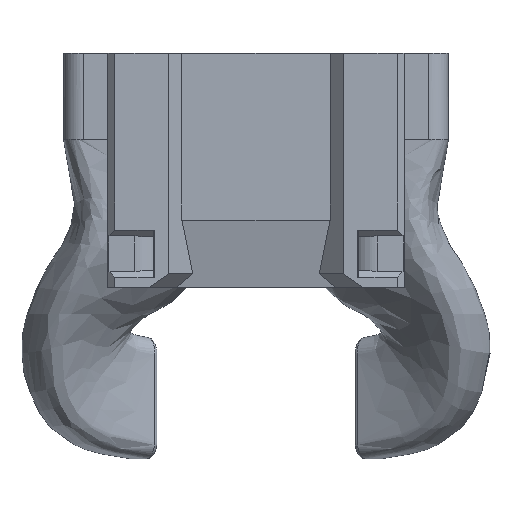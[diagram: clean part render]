
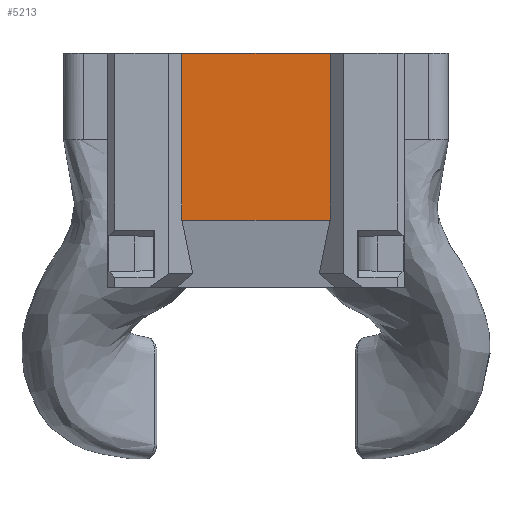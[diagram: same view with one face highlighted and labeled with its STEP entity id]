
A CAD part, top view. The second image highlights one B-rep face of the part: STEP entity #5213.
In plain terms, the highlighted planar face has unit normal (0, 0, 1).
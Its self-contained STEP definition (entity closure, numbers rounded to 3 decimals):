
#193=PLANE('',#5540);
#347=FACE_OUTER_BOUND('',#630,.T.);
#630=EDGE_LOOP('',(#3696,#3697,#3698,#3699));
#975=LINE('',#8383,#1251);
#1063=LINE('',#10421,#1339);
#1064=LINE('',#10422,#1340);
#1065=LINE('',#10423,#1341);
#1251=VECTOR('',#5870,1000.);
#1339=VECTOR('',#6048,1000.);
#1340=VECTOR('',#6049,1000.);
#1341=VECTOR('',#6050,1000.);
#2066=VERTEX_POINT('',#8381);
#2067=VERTEX_POINT('',#8382);
#2178=VERTEX_POINT('',#10419);
#2179=VERTEX_POINT('',#10420);
#2652=EDGE_CURVE('',#2066,#2067,#975,.T.);
#2787=EDGE_CURVE('',#2178,#2179,#1063,.T.);
#2788=EDGE_CURVE('',#2067,#2179,#1064,.T.);
#2789=EDGE_CURVE('',#2066,#2178,#1065,.T.);
#3696=ORIENTED_EDGE('',*,*,#2787,.T.);
#3697=ORIENTED_EDGE('',*,*,#2788,.F.);
#3698=ORIENTED_EDGE('',*,*,#2652,.F.);
#3699=ORIENTED_EDGE('',*,*,#2789,.T.);
#5213=ADVANCED_FACE('',(#347),#193,.F.);
#5540=AXIS2_PLACEMENT_3D('',#10418,#6046,#6047);
#5870=DIRECTION('',(1.,0.,0.));
#6046=DIRECTION('center_axis',(0.,0.,-1.));
#6047=DIRECTION('ref_axis',(-1.,0.,0.));
#6048=DIRECTION('',(1.,0.,0.));
#6049=DIRECTION('',(0.,-1.,0.));
#6050=DIRECTION('',(0.,-1.,0.));
#8381=CARTESIAN_POINT('',(69.,21.15,-13.5));
#8382=CARTESIAN_POINT('',(91.,21.15,-13.5));
#8383=CARTESIAN_POINT('',(87.,21.15,-13.5));
#10418=CARTESIAN_POINT('Origin',(87.,-13.65,-13.5));
#10419=CARTESIAN_POINT('',(69.,-3.65,-13.5));
#10420=CARTESIAN_POINT('',(91.,-3.65,-13.5));
#10421=CARTESIAN_POINT('',(91.,-3.65,-13.5));
#10422=CARTESIAN_POINT('',(91.,-13.65,-13.5));
#10423=CARTESIAN_POINT('',(69.,-13.65,-13.5));
